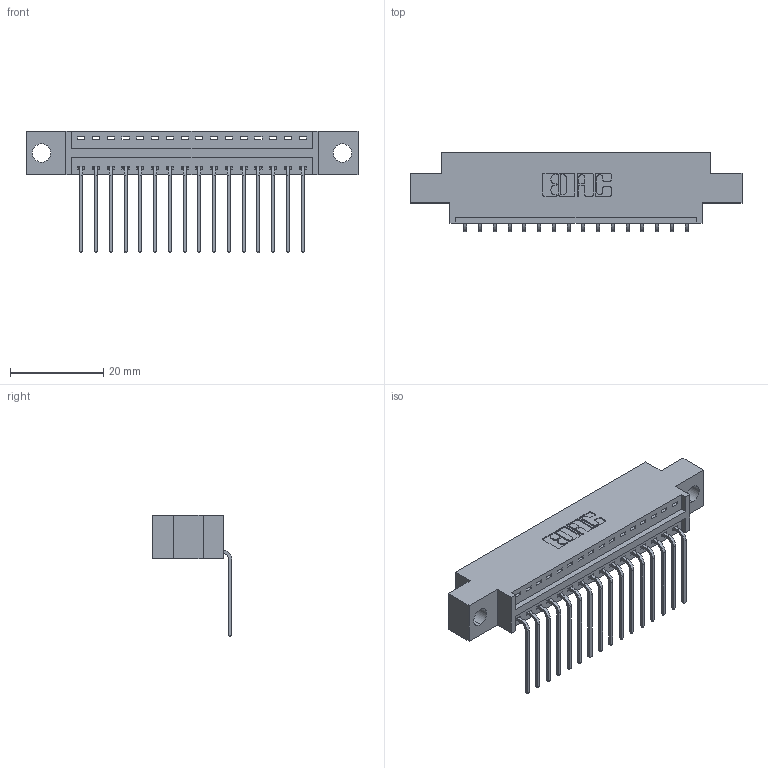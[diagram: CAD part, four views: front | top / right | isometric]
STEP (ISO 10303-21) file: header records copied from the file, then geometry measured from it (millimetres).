
FILE_DESCRIPTION (( 'STEP AP203' ), '1' );
FILE_NAME ('346-016-559-604.STEP', '2022-05-05T11:14:37', ( '' ), ( '' ), 'SwSTEP 2.0', 'SolidWorks 2020', '' );
FILE_SCHEMA (( 'CONFIG_CONTROL_DESIGN' ));
Length unit declared in the file: inch
Products named in the file (3): 346-016-559-604; 345-292-001_558 559 Tail - 1; 346 Part_0.170 Offset - 0.156 Dia-TH
Assembly tree (17 placements, depth 2):
  346-016-559-604
    346 Part_0.170 Offset - 0.156 Dia-TH
    345-292-001_558 559 Tail - 1  x16
Bounding box: 71.37 x 17.08 x 26.16 mm (x, y, z)
Volume: 6445.7 mm3; surface area: 8091.3 mm2
Topology: 17 solids, 17 shells, 1100 faces, 3289 edges, 2170 vertices
Faces by surface type: plane 766, cylinder 334
Entity records: 14065 total; most frequent: CARTESIAN_POINT 2430, ORIENTED_EDGE 2378, DIRECTION 2173, EDGE_CURVE 1189, LINE 993, VECTOR 993, VERTEX_POINT 790, AXIS2_PLACEMENT_3D 590
